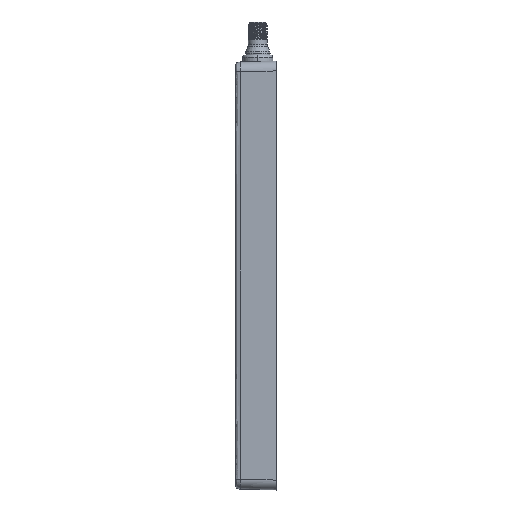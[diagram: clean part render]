
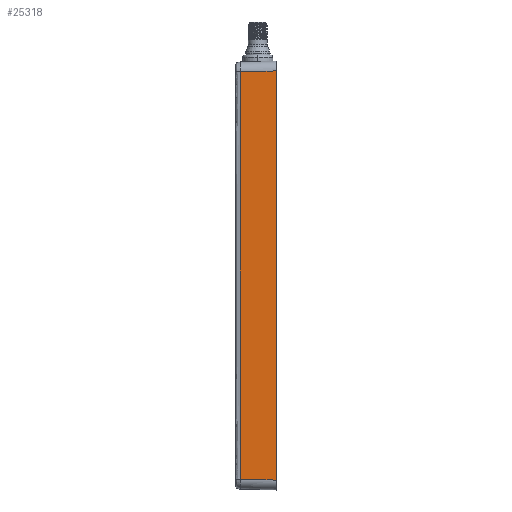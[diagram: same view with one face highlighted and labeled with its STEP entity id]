
A CAD part, left-side view. The second image highlights one B-rep face of the part: STEP entity #25318.
In plain terms, the highlighted planar face has unit normal (-1, 0.026, 0).
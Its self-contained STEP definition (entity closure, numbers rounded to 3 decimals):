
#255=CARTESIAN_POINT('',(-3.545,0.,-5.121));
#263=DIRECTION('',(0.,0.,-1.));
#264=VECTOR('',#263,10.242);
#265=CARTESIAN_POINT('',(-3.545,0.,5.121));
#266=LINE('',#265,#264);
#273=CARTESIAN_POINT('',(-3.545,0.,5.121));
#955=CARTESIAN_POINT('',(-3.522,0.898,5.097));
#1285=DIRECTION('',(0.,0.,1.));
#1286=VECTOR('',#1285,10.195);
#1287=CARTESIAN_POINT('',(-3.522,0.898,
-5.097));
#1288=LINE('',#1287,#1286);
#1289=DIRECTION('',(-0.026,-0.999,0.026));
#1290=VECTOR('',#1289,0.898);
#1291=CARTESIAN_POINT('',(-3.522,0.898,
5.097));
#1292=LINE('',#1291,#1290);
#1293=DIRECTION('',(-0.026,-0.999,-0.026));
#1294=VECTOR('',#1293,0.898);
#1295=CARTESIAN_POINT('',(-3.522,0.898,
-5.097));
#1296=LINE('',#1295,#1294);
#22402=VERTEX_POINT('',#273);
#22403=VERTEX_POINT('',#255);
#22426=VERTEX_POINT('',#955);
#22429=CARTESIAN_POINT('',(-3.522,0.898,
-5.097));
#22430=VERTEX_POINT('',#22429);
#25306=CARTESIAN_POINT('',(-3.545,0.,-5.479));
#25307=DIRECTION('',(-1.,0.026,0.));
#25308=DIRECTION('',(0.,0.,-1.));
#25309=AXIS2_PLACEMENT_3D('',#25306,#25307,#25308);
#25310=PLANE('',#25309);
#25311=ORIENTED_EDGE('',*,*,#25300,.T.);
#25312=ORIENTED_EDGE('',*,*,#24985,.T.);
#25313=ORIENTED_EDGE('',*,*,#24546,.T.);
#25315=ORIENTED_EDGE('',*,*,#25314,.F.);
#25316=EDGE_LOOP('',(#25311,#25312,#25313,#25315));
#25317=FACE_OUTER_BOUND('',#25316,.F.);
#25318=ADVANCED_FACE('',(#25317),#25310,.T.);
#24546=EDGE_CURVE('',#22402,#22403,#266,.T.);
#24985=EDGE_CURVE('',#22426,#22402,#1292,.T.);
#25300=EDGE_CURVE('',#22430,#22426,#1288,.T.);
#25314=EDGE_CURVE('',#22430,#22403,#1296,.T.);
